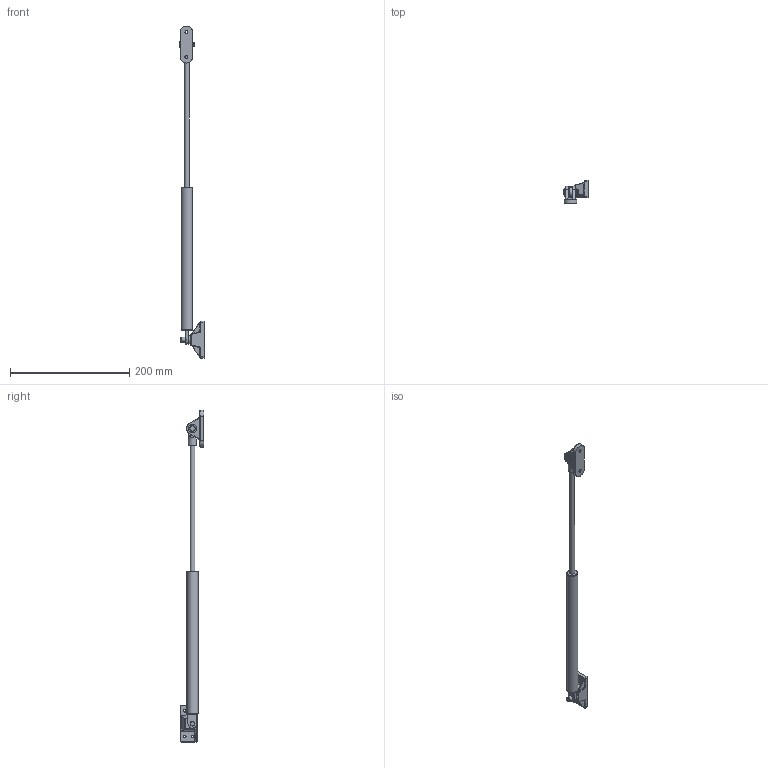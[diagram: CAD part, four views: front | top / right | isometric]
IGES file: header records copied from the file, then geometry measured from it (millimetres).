
Global section: file name: 700014.stp.ipt; native system: Autodesk Inventor 2014; preprocessor: unknown; author: zeman; date: 20151016.131525; units: millimetre
Bounding box: 40.3 x 39.5 x 556.12 mm (x, y, z)
Volume: 100432 mm3; surface area: 47201.8 mm2
Topology: 7 solids, 7 shells, 303 faces, 760 edges, 475 vertices
Faces by surface type: plane 129, revolution 73, cylinder 58, bspline 31, cone 7, sphere 5
Full cylindrical faces by diameter (mm): 6.8 x2, 8 x9, 10 x2, 13.5 x2, 14 x2, 18.7 x1
